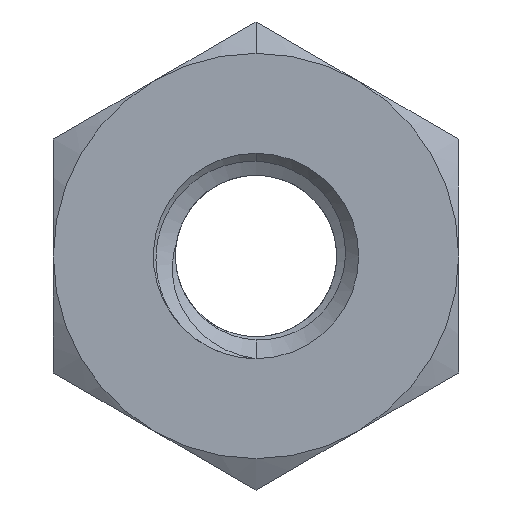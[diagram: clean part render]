
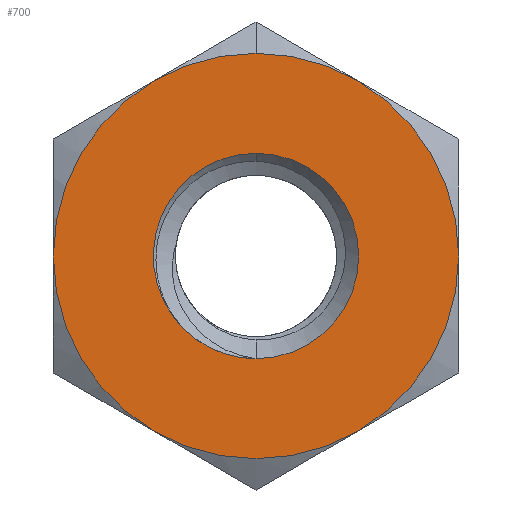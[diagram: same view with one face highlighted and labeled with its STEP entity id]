
A CAD part, front view. The second image highlights one B-rep face of the part: STEP entity #700.
In plain terms, the highlighted planar face has unit normal (0, -1, 0).
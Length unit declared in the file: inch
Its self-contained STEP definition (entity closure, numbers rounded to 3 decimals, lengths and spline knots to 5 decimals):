
#55 = EDGE_LOOP ( 'NONE', ( #139, #83, #72, #328, #184, #185, #202 ) ) ;
#72 = ORIENTED_EDGE ( 'NONE', *, *, #1913, .T. ) ;
#83 = ORIENTED_EDGE ( 'NONE', *, *, #1932, .T. ) ;
#139 = ORIENTED_EDGE ( 'NONE', *, *, #2002, .T. ) ;
#164 = FACE_BOUND ( 'NONE', #250, .T. ) ;
#175 = ORIENTED_EDGE ( 'NONE', *, *, #1929, .T. ) ;
#182 = ORIENTED_EDGE ( 'NONE', *, *, #1938, .T. ) ;
#184 = ORIENTED_EDGE ( 'NONE', *, *, #1930, .T. ) ;
#185 = ORIENTED_EDGE ( 'NONE', *, *, #2026, .T. ) ;
#201 = ORIENTED_EDGE ( 'NONE', *, *, #2003, .T. ) ;
#202 = ORIENTED_EDGE ( 'NONE', *, *, #1960, .F. ) ;
#250 = EDGE_LOOP ( 'NONE', ( #201, #182, #175 ) ) ;
#259 = FACE_OUTER_BOUND ( 'NONE', #55, .T. ) ;
#328 = ORIENTED_EDGE ( 'NONE', *, *, #1987, .T. ) ;
#365 = CIRCLE ( 'NONE', #2015, 0.1875 ) ;
#372 = CIRCLE ( 'NONE', #1936, 0.095 ) ;
#376 = CIRCLE ( 'NONE', #1935, 0.1875 ) ;
#570 = VERTEX_POINT ( 'NONE', #670 ) ;
#572 = CARTESIAN_POINT ( 'NONE',  ( 0., -0.0625, 0.095 ) ) ;
#577 = CARTESIAN_POINT ( 'NONE',  ( 0., -0.0625, -0.095 ) ) ;
#584 = VERTEX_POINT ( 'NONE', #631 ) ;
#587 = VERTEX_POINT ( 'NONE', #636 ) ;
#590 = CARTESIAN_POINT ( 'NONE',  ( 0.09375, -0.0625, -0.16238 ) ) ;
#606 = VERTEX_POINT ( 'NONE', #620 ) ;
#607 = VERTEX_POINT ( 'NONE', #619 ) ;
#619 = CARTESIAN_POINT ( 'NONE',  ( -0.09375, -0.0625, -0.16238 ) ) ;
#620 = CARTESIAN_POINT ( 'NONE',  ( 0.09375, -0.0625, 0.16238 ) ) ;
#629 = VERTEX_POINT ( 'NONE', #572 ) ;
#631 = CARTESIAN_POINT ( 'NONE',  ( -0.09375, -0.0625, 0.16238 ) ) ;
#636 = CARTESIAN_POINT ( 'NONE',  ( 0., -0.0625, 0.1875 ) ) ;
#637 = CARTESIAN_POINT ( 'NONE',  ( -0.1875, -0.0625, 0. ) ) ;
#638 = VERTEX_POINT ( 'NONE', #577 ) ;
#648 = VERTEX_POINT ( 'NONE', #590 ) ;
#651 = CARTESIAN_POINT ( 'NONE',  ( 0.1875, -0.0625, 0. ) ) ;
#660 = VERTEX_POINT ( 'NONE', #637 ) ;
#664 = VERTEX_POINT ( 'NONE', #651 ) ;
#670 = CARTESIAN_POINT ( 'NONE',  ( -0.06718, -0.0625, -0.06718 ) ) ;
#700 = ADVANCED_FACE ( 'NONE', ( #259, #164 ), #1782, .F. ) ;
#721 = CIRCLE ( 'NONE', #2029, 0.1875 ) ;
#723 = CIRCLE ( 'NONE', #2031, 0.095 ) ;
#729 = CIRCLE ( 'NONE', #2020, 0.1875 ) ;
#734 = CIRCLE ( 'NONE', #2030, 0.1875 ) ;
#738 = CIRCLE ( 'NONE', #2033, 0.1875 ) ;
#749 = CIRCLE ( 'NONE', #2027, 0.095 ) ;
#755 = CIRCLE ( 'NONE', #2028, 0.1875 ) ;
#811 = DIRECTION ( 'NONE',  ( 0., 1., 0. ) ) ;
#828 = DIRECTION ( 'NONE',  ( 0., 0., 1. ) ) ;
#862 = DIRECTION ( 'NONE',  ( 0., 0., 1. ) ) ;
#882 = DIRECTION ( 'NONE',  ( 0., 0., 1. ) ) ;
#893 = CARTESIAN_POINT ( 'NONE',  ( 0., -0.0625, 0. ) ) ;
#901 = DIRECTION ( 'NONE',  ( 0., 1., 0. ) ) ;
#921 = CARTESIAN_POINT ( 'NONE',  ( 0., -0.0625, 0. ) ) ;
#1058 = CARTESIAN_POINT ( 'NONE',  ( -0.1875, -0.0625, -0.10825 ) ) ;
#1071 = DIRECTION ( 'NONE',  ( 0., -1., 0. ) ) ;
#1073 = CARTESIAN_POINT ( 'NONE',  ( 0., -0.0625, 0. ) ) ;
#1076 = DIRECTION ( 'NONE',  ( 0., 0., 1. ) ) ;
#1095 = DIRECTION ( 'NONE',  ( 0., 0., 1. ) ) ;
#1096 = DIRECTION ( 'NONE',  ( 0., -1., 0. ) ) ;
#1140 = DIRECTION ( 'NONE',  ( 0., 0., 1. ) ) ;
#1224 = DIRECTION ( 'NONE',  ( 0., 0., 1. ) ) ;
#1234 = CARTESIAN_POINT ( 'NONE',  ( 0., -0.0625, 0. ) ) ;
#1236 = DIRECTION ( 'NONE',  ( 0., 0., 1. ) ) ;
#1289 = DIRECTION ( 'NONE',  ( 0., 1., 0. ) ) ;
#1298 = DIRECTION ( 'NONE',  ( 0., 0., 1. ) ) ;
#1336 = DIRECTION ( 'NONE',  ( 0., 1., 0. ) ) ;
#1403 = DIRECTION ( 'NONE',  ( 0., 0., 1. ) ) ;
#1467 = DIRECTION ( 'NONE',  ( 0., -1., 0. ) ) ;
#1563 = CARTESIAN_POINT ( 'NONE',  ( 0., -0.0625, 0. ) ) ;
#1660 = CARTESIAN_POINT ( 'NONE',  ( 0., -0.0625, 0. ) ) ;
#1742 = CARTESIAN_POINT ( 'NONE',  ( 0., -0.0625, 0. ) ) ;
#1747 = DIRECTION ( 'NONE',  ( 0., -1., 0. ) ) ;
#1759 = DIRECTION ( 'NONE',  ( 0., -1., 0. ) ) ;
#1771 = DIRECTION ( 'NONE',  ( 0., 0., 1. ) ) ;
#1773 = DIRECTION ( 'NONE',  ( 0., 1., 0. ) ) ;
#1780 = CARTESIAN_POINT ( 'NONE',  ( 0., -0.0625, 0. ) ) ;
#1782 = PLANE ( 'NONE',  #2056 ) ;
#1786 = CARTESIAN_POINT ( 'NONE',  ( 0., -0.0625, 0. ) ) ;
#1787 = DIRECTION ( 'NONE',  ( 0., -1., 0. ) ) ;
#1869 = CARTESIAN_POINT ( 'NONE',  ( 0., -0.0625, 0. ) ) ;
#1913 = EDGE_CURVE ( 'NONE', #584, #660, #738, .T. ) ;
#1929 = EDGE_CURVE ( 'NONE', #629, #638, #723, .T. ) ;
#1930 = EDGE_CURVE ( 'NONE', #607, #648, #734, .T. ) ;
#1932 = EDGE_CURVE ( 'NONE', #587, #584, #755, .T. ) ;
#1935 = AXIS2_PLACEMENT_3D ( 'NONE', #1234, #1747, #828 ) ;
#1936 = AXIS2_PLACEMENT_3D ( 'NONE', #1742, #811, #1236 ) ;
#1938 = EDGE_CURVE ( 'NONE', #570, #629, #749, .T. ) ;
#1960 = EDGE_CURVE ( 'NONE', #606, #664, #721, .T. ) ;
#1987 = EDGE_CURVE ( 'NONE', #660, #607, #729, .T. ) ;
#2002 = EDGE_CURVE ( 'NONE', #606, #587, #376, .T. ) ;
#2003 = EDGE_CURVE ( 'NONE', #638, #570, #372, .T. ) ;
#2015 = AXIS2_PLACEMENT_3D ( 'NONE', #1563, #1467, #1298 ) ;
#2020 = AXIS2_PLACEMENT_3D ( 'NONE', #1073, #1071, #1076 ) ;
#2026 = EDGE_CURVE ( 'NONE', #648, #664, #365, .T. ) ;
#2027 = AXIS2_PLACEMENT_3D ( 'NONE', #1780, #1773, #862 ) ;
#2028 = AXIS2_PLACEMENT_3D ( 'NONE', #1869, #1759, #882 ) ;
#2029 = AXIS2_PLACEMENT_3D ( 'NONE', #921, #1289, #1403 ) ;
#2030 = AXIS2_PLACEMENT_3D ( 'NONE', #1786, #1787, #1224 ) ;
#2031 = AXIS2_PLACEMENT_3D ( 'NONE', #893, #901, #1771 ) ;
#2033 = AXIS2_PLACEMENT_3D ( 'NONE', #1660, #1096, #1095 ) ;
#2056 = AXIS2_PLACEMENT_3D ( 'NONE', #1058, #1336, #1140 ) ;
